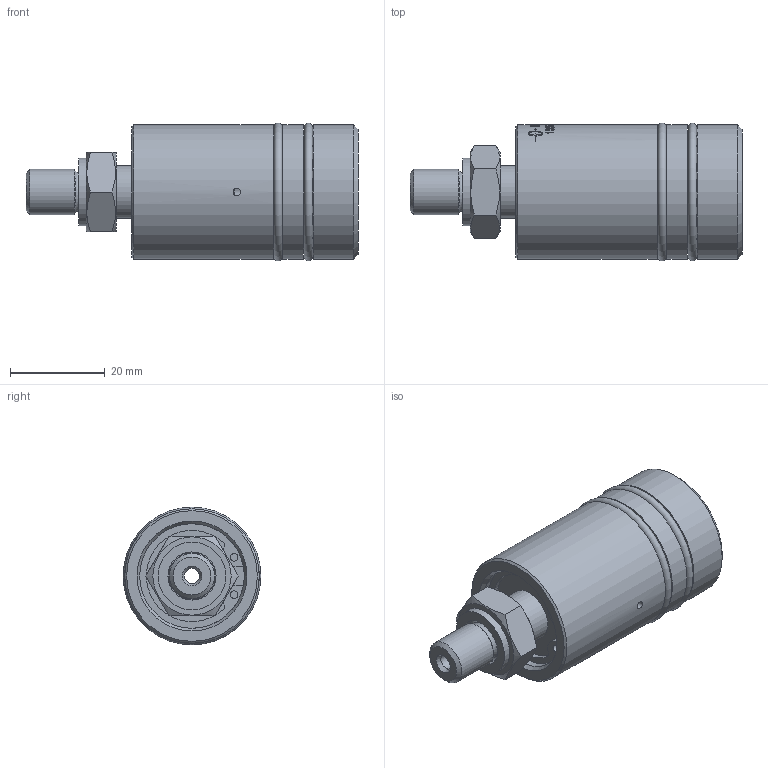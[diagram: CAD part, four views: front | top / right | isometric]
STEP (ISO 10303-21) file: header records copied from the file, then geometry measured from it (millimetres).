
FILE_DESCRIPTION((''),'2;1');
FILE_NAME('1005-000-039-IC.stp','2014-06-06T09:54:52',('moorera'),(''),'Autodesk Inventor 2013','Autodesk Inventor 2013','');
FILE_SCHEMA(('AUTOMOTIVE_DESIGN { 1 0 10303 214 1 1 1 1 }'));
Length unit declared in the file: millimetre
Products named in the file (1): 1005-000-039-IC
Bounding box: 70.03 x 29.06 x 29.06 mm (x, y, z)
Volume: 31370.3 mm3; surface area: 9572.3 mm2
Topology: 1 solids, 1 shells, 361 faces, 935 edges, 619 vertices
Faces by surface type: bspline 198, plane 89, cylinder 61, cone 10, torus 3
Full cylindrical faces by diameter (mm): 1.575 x2, 1.6 x1, 3.2 x1, 7.6 x1, 9.525 x1, 10.15 x1, 11 x1, 14.3 x1, 22.07 x1, 23.3 x1, 25.5 x4, 28.37 x3
Entity records: 55276 total; most frequent: CARTESIAN_POINT 47860, ORIENTED_EDGE 1784, EDGE_CURVE 892, DIRECTION 876, VERTEX_POINT 607, B_SPLINE_CURVE_WITH_KNOTS 457, EDGE_LOOP 445, FACE_OUTER_BOUND 361
